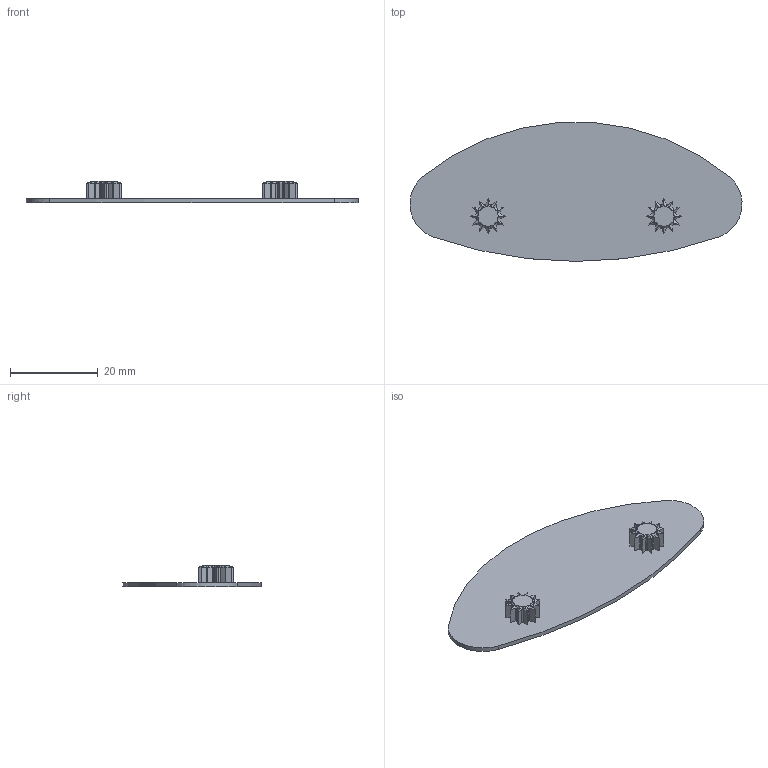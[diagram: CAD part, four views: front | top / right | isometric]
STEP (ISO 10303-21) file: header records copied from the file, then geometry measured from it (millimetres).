
FILE_DESCRIPTION(/* description */ ('','CAx-IF Rec.Pracs.---Representation and Presentation of Product Manufacturing Information (PMI)---4.0---2014-10-13'),/* implementation_level */ '2;1');
FILE_NAME(/* name */ 'tag-for-esun-spool.step',/* time_stamp */ '2025-02-01T21:24:43+02:00',/* author */ (''),/* organization */ (''),/* preprocessor_version */ 'ST-DEVELOPER v20',/* originating_system */ 'Autodesk Translation Framework v13.20.0.188',/* authorisation */ '');
FILE_SCHEMA (('AP242_MANAGED_MODEL_BASED_3D_ENGINEERING_MIM_LF { 1 0 10303 442 1 1 4 }'));
Length unit declared in the file: millimetre
Products named in the file (1): RFID tag for eSun cardboard
Bounding box: 75.63 x 31.61 x 5 mm (x, y, z)
Volume: 1979.1 mm3; surface area: 5221.5 mm2
Topology: 1 solids, 2 shells, 251 faces, 615 edges, 370 vertices
Faces by surface type: plane 102, cylinder 77, cone 72
Full cylindrical faces by diameter (mm): 26 x1
Entity records: 7326 total; most frequent: DIRECTION 1345, CARTESIAN_POINT 1237, ORIENTED_EDGE 1230, EDGE_CURVE 615, AXIS2_PLACEMENT_3D 478, LINE 389, VECTOR 389, VERTEX_POINT 370
